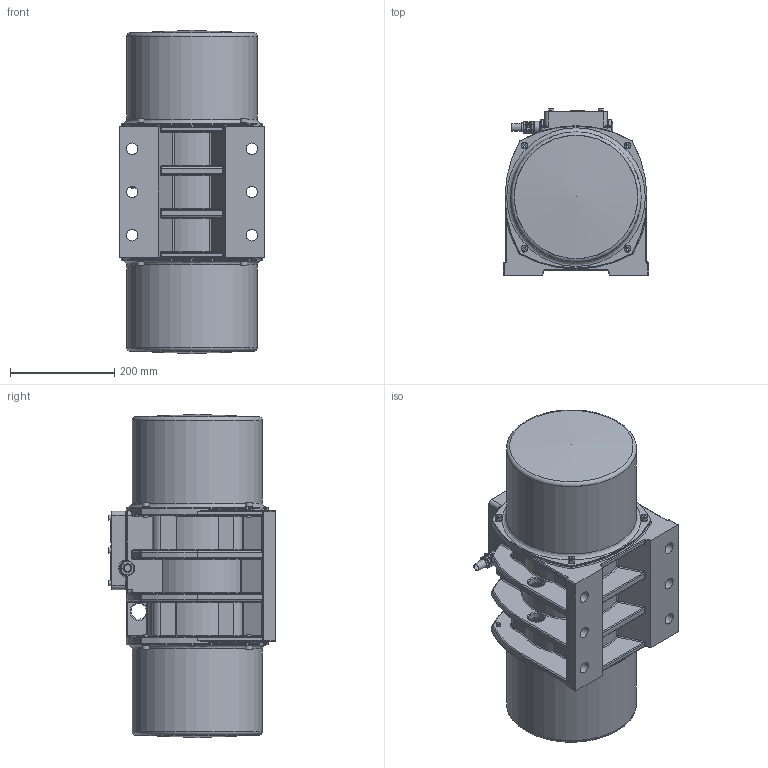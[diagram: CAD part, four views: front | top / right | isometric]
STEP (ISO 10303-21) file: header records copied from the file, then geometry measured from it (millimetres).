
FILE_DESCRIPTION((''),'2;1');
FILE_NAME('G30-400-6 nativ.stp','2010-03-02T09:52:00',('Doris'),(''),'Autodesk Inventor 2008','Autodesk Inventor 2008','');
FILE_SCHEMA(('AUTOMOTIVE_DESIGN { 1 0 10303 214 1 1 1 1 }'));
Length unit declared in the file: millimetre
Products named in the file (1): G30-400-6 nativ1
Bounding box: 280 x 320.17 x 620 mm (x, y, z)
Volume: 8193605.9 mm3; surface area: 1728779.1 mm2
Topology: 1 solids, 20 shells, 1437 faces, 3296 edges, 1979 vertices
Faces by surface type: cylinder 490, plane 464, bspline 276, cone 93, torus 79, sphere 35
Full cylindrical faces by diameter (mm): 2.729 x2, 3 x4, 3.242 x1, 4.134 x1, 4.917 x8, 5 x4, 6 x6, 6.4 x6, 6.647 x8, 7 x6, 8 x16, 8.4 x8, 10 x20, 10.106 x8, 11 x6, 13 x16, 13.835 x4, 16.5 x1, 17 x2, 17.294 x2, 18 x9, 20 x2, 22 x6, 23.8 x3, 28 x2, 30 x5, 40 x6, 78.2 x6, 88.2 x4, 96 x2
Entity records: 55240 total; most frequent: CARTESIAN_POINT 24281, DIRECTION 6139, ORIENTED_EDGE 5654, EDGE_CURVE 2827, AXIS2_PLACEMENT_3D 2567, EDGE_LOOP 1935, VERTEX_POINT 1848, FACE_OUTER_BOUND 1437
